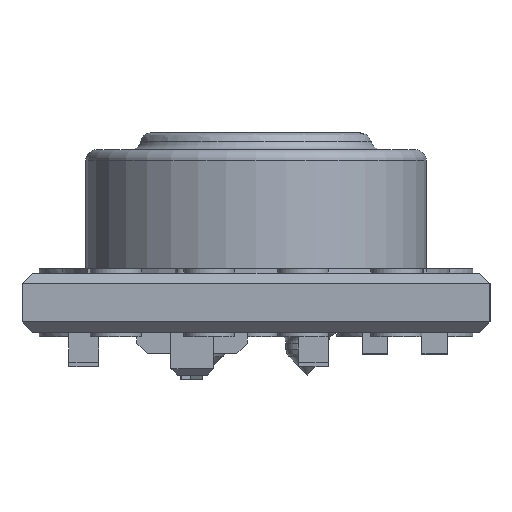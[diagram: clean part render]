
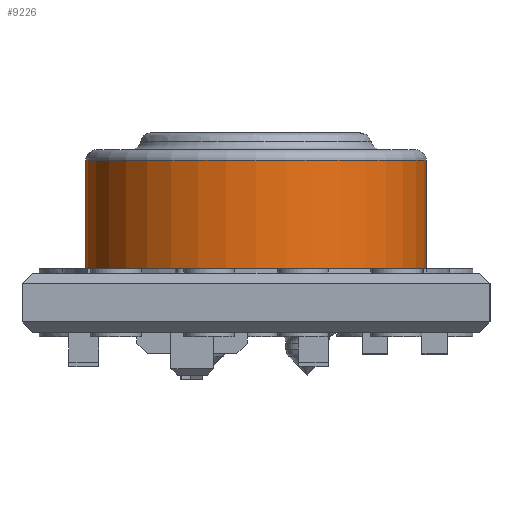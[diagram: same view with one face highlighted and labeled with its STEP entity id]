
A CAD part, left-side view. The second image highlights one B-rep face of the part: STEP entity #9226.
In plain terms, the highlighted cylindrical face has radius 4 mm (diameter 8 mm), a full revolution.
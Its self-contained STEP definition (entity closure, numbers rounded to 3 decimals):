
#204=CYLINDRICAL_SURFACE('',#9664,4.);
#648=CIRCLE('',#9659,4.);
#649=CIRCLE('',#9660,4.);
#652=CIRCLE('',#9665,4.);
#1137=FACE_OUTER_BOUND('',#1676,.T.);
#1676=EDGE_LOOP('',(#8043,#8044,#8045,#8046,#8047));
#2553=LINE('',#16051,#3423);
#3423=VECTOR('',#11365,4.);
#4259=VERTEX_POINT('',#16040);
#4260=VERTEX_POINT('',#16042);
#4262=VERTEX_POINT('',#16050);
#5520=EDGE_CURVE('',#4259,#4260,#648,.T.);
#5521=EDGE_CURVE('',#4260,#4259,#649,.T.);
#5524=EDGE_CURVE('',#4260,#4262,#2553,.T.);
#5525=EDGE_CURVE('',#4262,#4262,#652,.T.);
#8043=ORIENTED_EDGE('',*,*,#5521,.F.);
#8044=ORIENTED_EDGE('',*,*,#5524,.T.);
#8045=ORIENTED_EDGE('',*,*,#5525,.F.);
#8046=ORIENTED_EDGE('',*,*,#5524,.F.);
#8047=ORIENTED_EDGE('',*,*,#5520,.F.);
#9226=ADVANCED_FACE('',(#1137),#204,.T.);
#9659=AXIS2_PLACEMENT_3D('',#16043,#11353,#11354);
#9660=AXIS2_PLACEMENT_3D('',#16044,#11355,#11356);
#9664=AXIS2_PLACEMENT_3D('',#16049,#11363,#11364);
#9665=AXIS2_PLACEMENT_3D('',#16052,#11366,#11367);
#11353=DIRECTION('center_axis',(0.,0.,1.));
#11354=DIRECTION('ref_axis',(-1.,0.,0.));
#11355=DIRECTION('center_axis',(0.,0.,1.));
#11356=DIRECTION('ref_axis',(-1.,0.,0.));
#11363=DIRECTION('center_axis',(0.,0.,1.));
#11364=DIRECTION('ref_axis',(-1.,0.,0.));
#11365=DIRECTION('',(0.,0.,-1.));
#11366=DIRECTION('center_axis',(0.,0.,-1.));
#11367=DIRECTION('ref_axis',(-1.,0.,0.));
#16040=CARTESIAN_POINT('',(-4.,0.,4.05));
#16042=CARTESIAN_POINT('',(4.,0.,4.05));
#16043=CARTESIAN_POINT('Origin',(0.,0.,4.05));
#16044=CARTESIAN_POINT('Origin',(0.,0.,4.05));
#16049=CARTESIAN_POINT('Origin',(0.,0.,1.5));
#16050=CARTESIAN_POINT('',(4.,0.,1.5));
#16051=CARTESIAN_POINT('',(4.,0.,1.5));
#16052=CARTESIAN_POINT('Origin',(0.,0.,1.5));
